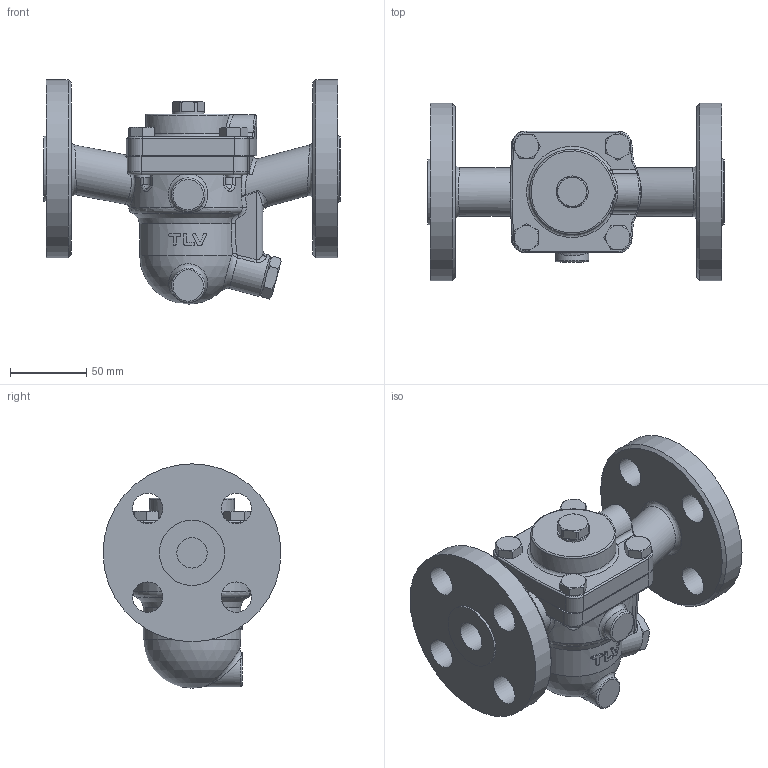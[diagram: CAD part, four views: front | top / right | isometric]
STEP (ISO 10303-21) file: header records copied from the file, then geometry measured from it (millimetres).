
FILE_DESCRIPTION((''),'2;1');
FILE_NAME('j3x00-020-a0300-00.stp','2010-10-01T15:39:41',('nakaot'),(''),'Autodesk Inventor 2008','Autodesk Inventor 2008','');
FILE_SCHEMA(('AUTOMOTIVE_DESIGN { 1 0 10303 214 1 1 1 1 }'));
Length unit declared in the file: millimetre
Products named in the file (1): j3x00-020-a0300-00
Bounding box: 195 x 117 x 147.5 mm (x, y, z)
Volume: 895526.4 mm3; surface area: 118833.9 mm2
Topology: 1 solids, 1 shells, 350 faces, 850 edges, 527 vertices
Faces by surface type: plane 99, cylinder 85, bspline 73, cone 73, torus 19, sphere 1
Full cylindrical faces by diameter (mm): 10 x8, 20 x5, 21 x1, 22 x1, 28 x1, 32 x2, 42.9 x1, 56.5 x1, 117 x1
Entity records: 17899 total; most frequent: CARTESIAN_POINT 10605, ORIENTED_EDGE 1576, DIRECTION 1392, EDGE_CURVE 788, AXIS2_PLACEMENT_3D 616, VERTEX_POINT 508, EDGE_LOOP 440, FACE_OUTER_BOUND 348
